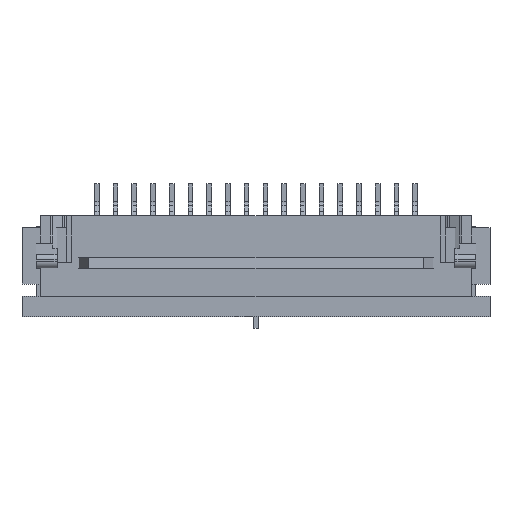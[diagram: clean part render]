
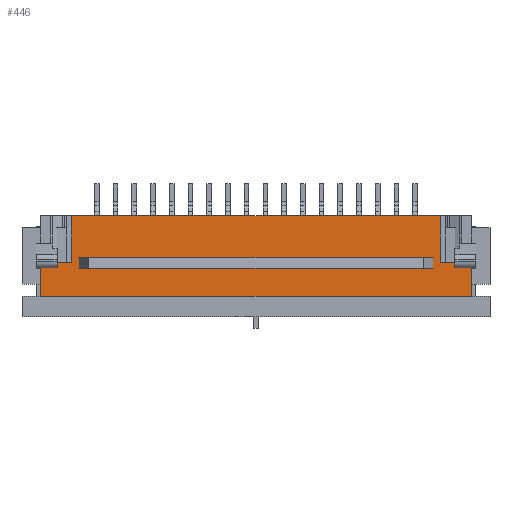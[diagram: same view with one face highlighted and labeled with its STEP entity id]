
A CAD part, top view. The second image highlights one B-rep face of the part: STEP entity #446.
In plain terms, the highlighted planar face has unit normal (0, 0, 1).
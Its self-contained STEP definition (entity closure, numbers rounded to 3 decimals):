
#446 = ADVANCED_FACE( '', ( #1244 ), #1245, .F. );
#1244 = FACE_OUTER_BOUND( '', #2440, .T. );
#1245 = PLANE( '', #2441 );
#2440 = EDGE_LOOP( '', ( #3768, #3769, #3770, #3771, #3772, #3773, #3774, #3775 ) );
#2441 = AXIS2_PLACEMENT_3D( '', #3776, #3777, #3778 );
#3768 = ORIENTED_EDGE( '', *, *, #7857, .T. );
#3769 = ORIENTED_EDGE( '', *, *, #7858, .F. );
#3770 = ORIENTED_EDGE( '', *, *, #7859, .T. );
#3771 = ORIENTED_EDGE( '', *, *, #7860, .F. );
#3772 = ORIENTED_EDGE( '', *, *, #7861, .F. );
#3773 = ORIENTED_EDGE( '', *, *, #7862, .F. );
#3774 = ORIENTED_EDGE( '', *, *, #7863, .F. );
#3775 = ORIENTED_EDGE( '', *, *, #7864, .T. );
#3776 = CARTESIAN_POINT( '', ( 11.5, -2.15, 1.5 ) );
#3777 = DIRECTION( '', ( 0., 0., -1. ) );
#3778 = DIRECTION( '', ( -1., 0., 0. ) );
#7857 = EDGE_CURVE( '', #9663, #9664, #9665, .T. );
#7858 = EDGE_CURVE( '', #9666, #9664, #9667, .T. );
#7859 = EDGE_CURVE( '', #9666, #9668, #9669, .T. );
#7860 = EDGE_CURVE( '', #9670, #9668, #9671, .T. );
#7861 = EDGE_CURVE( '', #9672, #9670, #9673, .T. );
#7862 = EDGE_CURVE( '', #9674, #9672, #9675, .T. );
#7863 = EDGE_CURVE( '', #9676, #9674, #9677, .T. );
#7864 = EDGE_CURVE( '', #9676, #9663, #9678, .T. );
#9663 = VERTEX_POINT( '', #12968 );
#9664 = VERTEX_POINT( '', #12969 );
#9665 = LINE( '', #12970, #12971 );
#9666 = VERTEX_POINT( '', #12972 );
#9667 = LINE( '', #12973, #12974 );
#9668 = VERTEX_POINT( '', #12975 );
#9669 = LINE( '', #12976, #12977 );
#9670 = VERTEX_POINT( '', #12978 );
#9671 = LINE( '', #12979, #12980 );
#9672 = VERTEX_POINT( '', #12981 );
#9673 = LINE( '', #12982, #12983 );
#9674 = VERTEX_POINT( '', #12984 );
#9675 = LINE( '', #12985, #12986 );
#9676 = VERTEX_POINT( '', #12987 );
#9677 = LINE( '', #12988, #12989 );
#9678 = LINE( '', #12990, #12991 );
#12968 = CARTESIAN_POINT( '', ( 11.5, -0.35, 1.5 ) );
#12969 = CARTESIAN_POINT( '', ( 9.85, -0.35, 1.5 ) );
#12970 = CARTESIAN_POINT( '', ( 9.85, -0.35, 1.5 ) );
#12971 = VECTOR( '', #16522, 1000. );
#12972 = CARTESIAN_POINT( '', ( 9.85, 2.15, 1.5 ) );
#12973 = CARTESIAN_POINT( '', ( 9.85, 23.465, 1.5 ) );
#12974 = VECTOR( '', #16523, 1000. );
#12975 = CARTESIAN_POINT( '', ( -9.85, 2.15, 1.5 ) );
#12976 = CARTESIAN_POINT( '', ( 11.5, 2.15, 1.5 ) );
#12977 = VECTOR( '', #16524, 1000. );
#12978 = CARTESIAN_POINT( '', ( -9.85, -0.35, 1.5 ) );
#12979 = CARTESIAN_POINT( '', ( -9.85, -2.15, 1.5 ) );
#12980 = VECTOR( '', #16525, 1000. );
#12981 = CARTESIAN_POINT( '', ( -11.5, -0.35, 1.5 ) );
#12982 = CARTESIAN_POINT( '', ( -9.85, -0.35, 1.5 ) );
#12983 = VECTOR( '', #16526, 1000. );
#12984 = CARTESIAN_POINT( '', ( -11.5, -2.15, 1.5 ) );
#12985 = CARTESIAN_POINT( '', ( -11.5, -2.15, 1.5 ) );
#12986 = VECTOR( '', #16527, 1000. );
#12987 = CARTESIAN_POINT( '', ( 11.5, -2.15, 1.5 ) );
#12988 = CARTESIAN_POINT( '', ( 11.5, -2.15, 1.5 ) );
#12989 = VECTOR( '', #16528, 1000. );
#12990 = CARTESIAN_POINT( '', ( 11.5, -2.15, 1.5 ) );
#12991 = VECTOR( '', #16529, 1000. );
#16522 = DIRECTION( '', ( -1., 0., 0. ) );
#16523 = DIRECTION( '', ( 0., -1., 0. ) );
#16524 = DIRECTION( '', ( -1., 0., 0. ) );
#16525 = DIRECTION( '', ( 0., 1., 0. ) );
#16526 = DIRECTION( '', ( 1., 0., 0. ) );
#16527 = DIRECTION( '', ( 0., 1., 0. ) );
#16528 = DIRECTION( '', ( -1., 0., 0. ) );
#16529 = DIRECTION( '', ( 0., 1., 0. ) );
